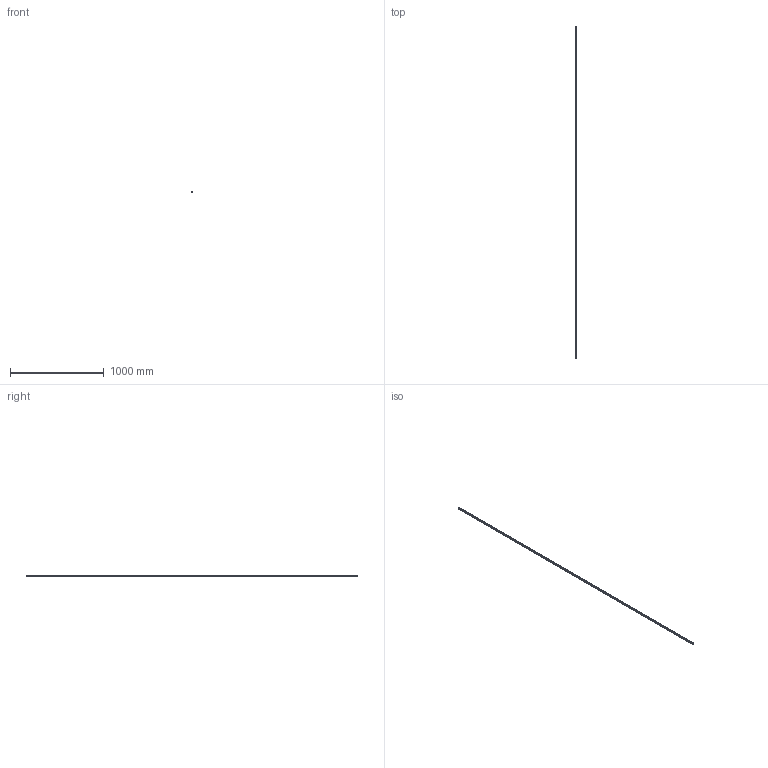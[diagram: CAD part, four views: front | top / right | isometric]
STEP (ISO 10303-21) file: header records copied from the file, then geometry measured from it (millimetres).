
FILE_DESCRIPTION(('STEP AP214'),'1');
FILE_NAME('cctmp_A0DE9CBE-BCE5-4CD7-8476-FEE0B332D34C_2021_01_19_14_23_22_0403..stp','2021-01-19T13:23:22',('HIWIN GmbH'),('CADClick - www.CADClick.com'),'Spatial InterOp 3D',' ','unknown authorization');
FILE_SCHEMA(('AUTOMOTIVE_DESIGN'));
Length unit declared in the file: millimetre
Products named in the file (1): HGR15T3540C_FILE
Bounding box: 15 x 3540 x 15 mm (x, y, z)
Volume: 664502 mm3; surface area: 224474.2 mm2
Topology: 1 solids, 1 shells, 351 faces, 917 edges, 513 vertices
Faces by surface type: cylinder 144, cone 118, plane 89
Entity records: 12681 total; most frequent: DIRECTION 1791, CARTESIAN_POINT 1664, ORIENTED_EDGE 1598, EDGE_CURVE 799, AXIS2_PLACEMENT_3D 640, VERTEX_POINT 513, LINE 511, VECTOR 511
